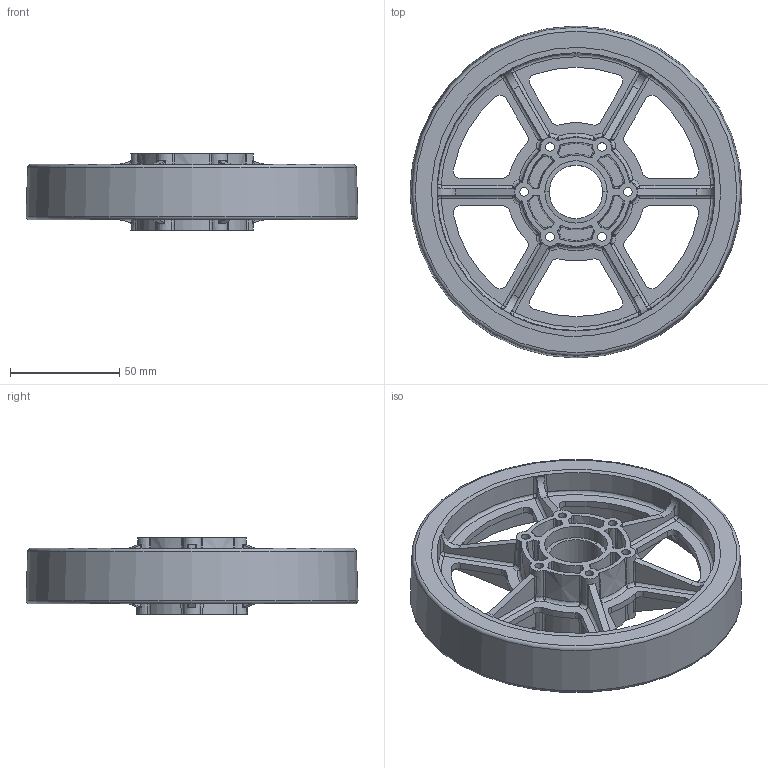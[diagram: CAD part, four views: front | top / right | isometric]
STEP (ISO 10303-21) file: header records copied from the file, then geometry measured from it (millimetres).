
FILE_DESCRIPTION((''),'2;1');
FILE_NAME('First 08 Wheel.stp','2008-01-05T15:34:02',('pz0s5n'),(''),'Autodesk Inventor 11','Autodesk Inventor 11','');
FILE_SCHEMA(('AUTOMOTIVE_DESIGN { 1 0 10303 214 1 1 1 1 }'));
Length unit declared in the file: inch
Products named in the file (3): First 08 Wheel_6; Hub; Tread
Assembly tree (2 placements, depth 2):
  First 08 Wheel_6
    Hub
    Tread
Bounding box: 152.29 x 152.29 x 34.92 mm (x, y, z)
Volume: 198279.2 mm3; surface area: 100037.9 mm2
Topology: 2 solids, 2 shells, 2926 faces, 7117 edges, 4175 vertices
Faces by surface type: cylinder 1112, bspline 1061, plane 464, torus 200, cone 89
Full cylindrical faces by diameter (mm): 3.967 x6, 24.435 x1, 28.575 x2
Entity records: 114141 total; most frequent: CARTESIAN_POINT 52086, ORIENTED_EDGE 14134, DIRECTION 11925, EDGE_CURVE 7067, AXIS2_PLACEMENT_3D 4929, VERTEX_POINT 4175, EDGE_LOOP 2984, FACE_OUTER_BOUND 2926
